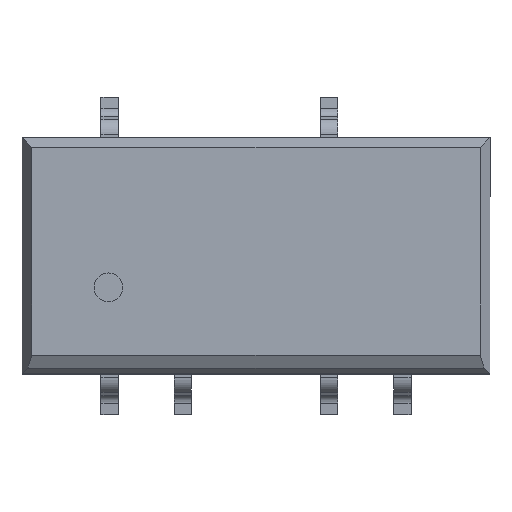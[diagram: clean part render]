
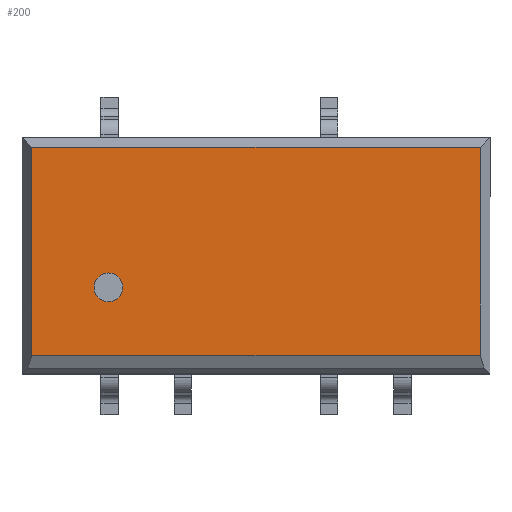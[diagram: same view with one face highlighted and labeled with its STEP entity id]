
A CAD part, top view. The second image highlights one B-rep face of the part: STEP entity #200.
In plain terms, the highlighted planar face has unit normal (0, 0, 1).
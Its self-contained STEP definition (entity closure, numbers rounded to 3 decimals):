
#12 = ORIENTED_EDGE ( 'NONE', *, *, #6010, .T. ) ;
#200 = ADVANCED_FACE ( 'NONE', ( #4733, #4900 ), #6622, .T. ) ;
#244 = VERTEX_POINT ( 'NONE', #5026 ) ;
#255 = CARTESIAN_POINT ( 'NONE',  ( -5.62, -1.1, 5.3 ) ) ;
#367 = DIRECTION ( 'NONE',  ( -1., 0., 0. ) ) ;
#413 = LINE ( 'NONE', #2824, #6040 ) ;
#455 = DIRECTION ( 'NONE',  ( -1., 0., 0. ) ) ;
#469 = EDGE_CURVE ( 'NONE', #4201, #244, #3335, .T. ) ;
#480 = DIRECTION ( 'NONE',  ( 0., 0., -1. ) ) ;
#503 = CARTESIAN_POINT ( 'NONE',  ( -5.12, -1.1, 5.3 ) ) ;
#652 = ORIENTED_EDGE ( 'NONE', *, *, #3099, .T. ) ;
#824 = EDGE_CURVE ( 'NONE', #1983, #4588, #3135, .T. ) ;
#911 = EDGE_CURVE ( 'NONE', #6182, #1614, #413, .T. ) ;
#1001 = DIRECTION ( 'NONE',  ( 0., 0., 1. ) ) ;
#1063 = EDGE_CURVE ( 'NONE', #4588, #1983, #3657, .T. ) ;
#1261 = CARTESIAN_POINT ( 'NONE',  ( -7.774, 0., 5.3 ) ) ;
#1437 = CARTESIAN_POINT ( 'NONE',  ( 0., -3.454, 5.3 ) ) ;
#1614 = VERTEX_POINT ( 'NONE', #2415 ) ;
#1826 = DIRECTION ( 'NONE',  ( 0., -1., 0. ) ) ;
#1983 = VERTEX_POINT ( 'NONE', #4665 ) ;
#2059 = ORIENTED_EDGE ( 'NONE', *, *, #911, .T. ) ;
#2415 = CARTESIAN_POINT ( 'NONE',  ( 7.774, 3.754, 5.3 ) ) ;
#2575 = DIRECTION ( 'NONE',  ( 1., 0., 0. ) ) ;
#2681 = DIRECTION ( 'NONE',  ( 0., 1., 0. ) ) ;
#2739 = EDGE_LOOP ( 'NONE', ( #652, #4466, #12, #2059 ) ) ;
#2824 = CARTESIAN_POINT ( 'NONE',  ( 7.774, 0., 5.3 ) ) ;
#3099 = EDGE_CURVE ( 'NONE', #1614, #4201, #5517, .T. ) ;
#3135 = CIRCLE ( 'NONE', #6708, 0.5 ) ;
#3335 = LINE ( 'NONE', #1261, #4657 ) ;
#3657 = CIRCLE ( 'NONE', #5057, 0.5 ) ;
#4061 = DIRECTION ( 'NONE',  ( -1., 0., 0. ) ) ;
#4159 = DIRECTION ( 'NONE',  ( 0., 0., -1. ) ) ;
#4182 = CARTESIAN_POINT ( 'NONE',  ( -5.12, -1.1, 5.3 ) ) ;
#4201 = VERTEX_POINT ( 'NONE', #6406 ) ;
#4368 = CARTESIAN_POINT ( 'NONE',  ( 7.774, -3.454, 5.3 ) ) ;
#4380 = DIRECTION ( 'NONE',  ( 1., 0., 0. ) ) ;
#4466 = ORIENTED_EDGE ( 'NONE', *, *, #469, .T. ) ;
#4588 = VERTEX_POINT ( 'NONE', #255 ) ;
#4657 = VECTOR ( 'NONE', #1826, 1000. ) ;
#4665 = CARTESIAN_POINT ( 'NONE',  ( -4.62, -1.1, 5.3 ) ) ;
#4733 = FACE_BOUND ( 'NONE', #5803, .T. ) ;
#4900 = FACE_OUTER_BOUND ( 'NONE', #2739, .T. ) ;
#4947 = CARTESIAN_POINT ( 'NONE',  ( 0., 0., 5.3 ) ) ;
#5026 = CARTESIAN_POINT ( 'NONE',  ( -7.774, -3.454, 5.3 ) ) ;
#5057 = AXIS2_PLACEMENT_3D ( 'NONE', #503, #480, #455 ) ;
#5341 = VECTOR ( 'NONE', #367, 1000. ) ;
#5402 = VECTOR ( 'NONE', #2575, 1000. ) ;
#5517 = LINE ( 'NONE', #5972, #5341 ) ;
#5803 = EDGE_LOOP ( 'NONE', ( #6330, #7095 ) ) ;
#5972 = CARTESIAN_POINT ( 'NONE',  ( 0., 3.754, 5.3 ) ) ;
#6010 = EDGE_CURVE ( 'NONE', #244, #6182, #6880, .T. ) ;
#6040 = VECTOR ( 'NONE', #2681, 1000. ) ;
#6163 = AXIS2_PLACEMENT_3D ( 'NONE', #4947, #1001, #4380 ) ;
#6182 = VERTEX_POINT ( 'NONE', #4368 ) ;
#6330 = ORIENTED_EDGE ( 'NONE', *, *, #1063, .T. ) ;
#6406 = CARTESIAN_POINT ( 'NONE',  ( -7.774, 3.754, 5.3 ) ) ;
#6622 = PLANE ( 'NONE',  #6163 ) ;
#6708 = AXIS2_PLACEMENT_3D ( 'NONE', #4182, #4159, #4061 ) ;
#6880 = LINE ( 'NONE', #1437, #5402 ) ;
#7095 = ORIENTED_EDGE ( 'NONE', *, *, #824, .T. ) ;
